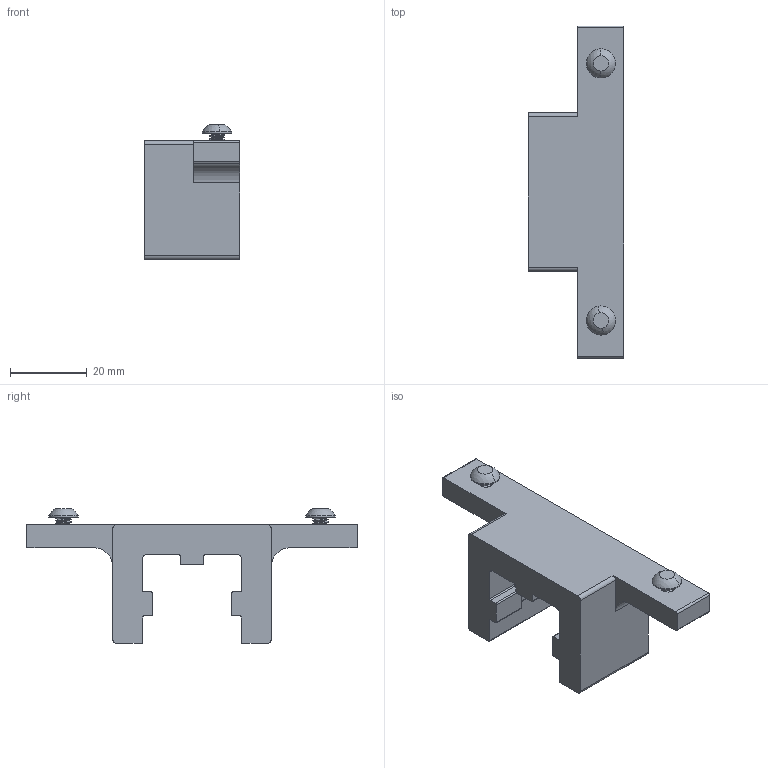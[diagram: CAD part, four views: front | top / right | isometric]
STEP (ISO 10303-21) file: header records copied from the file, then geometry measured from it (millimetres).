
FILE_DESCRIPTION (( 'STEP AP214' ), '1' );
FILE_NAME ('1in Left Mounting Bracket Straight.STEP', '2026-02-27T17:08:05', ( '' ), ( '' ), 'SwSTEP 2.0', 'SolidWorks 2017', '' );
FILE_SCHEMA (( 'AUTOMOTIVE_DESIGN' ));
Length unit declared in the file: millimetre
Products named in the file (1): 1in Left Mounting Bracket Straight
Bounding box: 25 x 86.5 x 35.14 mm (x, y, z)
Volume: 21546.6 mm3; surface area: 8357.2 mm2
Topology: 1 solids, 1 shells, 108 faces, 304 edges, 204 vertices
Faces by surface type: plane 50, cylinder 36, bspline 18, sphere 4
Entity records: 6823 total; most frequent: CARTESIAN_POINT 3771, ORIENTED_EDGE 608, DIRECTION 494, EDGE_CURVE 304, VERTEX_POINT 204, AXIS2_PLACEMENT_3D 165, VECTOR 164, LINE 164
